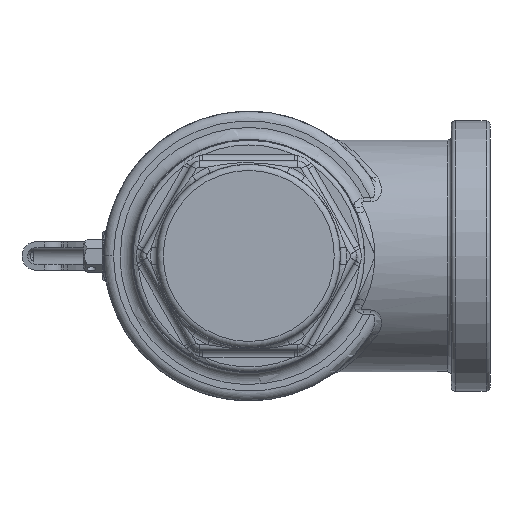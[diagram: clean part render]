
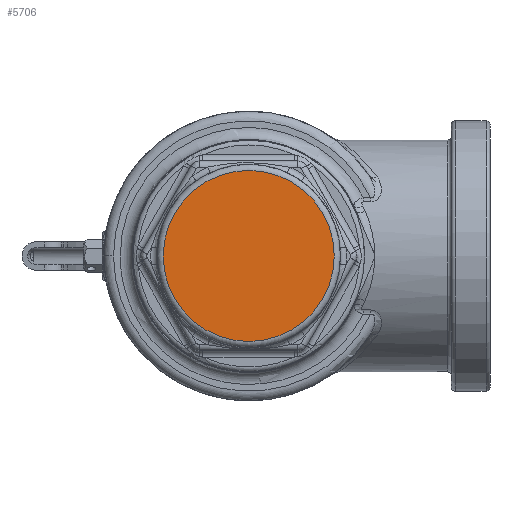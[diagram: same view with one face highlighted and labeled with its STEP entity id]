
A CAD part, front view. The second image highlights one B-rep face of the part: STEP entity #5706.
In plain terms, the highlighted planar face has unit normal (0, -1, 0).
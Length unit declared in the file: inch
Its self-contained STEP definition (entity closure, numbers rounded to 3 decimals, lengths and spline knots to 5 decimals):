
#164=PLANE('',#6106);
#1126=FACE_OUTER_BOUND('',#1478,.T.);
#1478=EDGE_LOOP('',(#3865,#3866));
#1872=CIRCLE('',#6093,1.1075);
#1876=CIRCLE('',#6097,1.1075);
#2319=VERTEX_POINT('',#8907);
#2320=VERTEX_POINT('',#8908);
#2911=EDGE_CURVE('',#2319,#2320,#1872,.T.);
#2915=EDGE_CURVE('',#2320,#2319,#1876,.T.);
#3865=ORIENTED_EDGE('',*,*,#2911,.F.);
#3866=ORIENTED_EDGE('',*,*,#2915,.F.);
#5706=ADVANCED_FACE('',(#1126),#164,.F.);
#6093=AXIS2_PLACEMENT_3D('',#8909,#6820,#6821);
#6097=AXIS2_PLACEMENT_3D('',#8915,#6828,#6829);
#6106=AXIS2_PLACEMENT_3D('',#8992,#6847,#6848);
#6820=DIRECTION('center_axis',(0.,1.,0.));
#6821=DIRECTION('ref_axis',(1.,0.,0.));
#6828=DIRECTION('center_axis',(0.,1.,0.));
#6829=DIRECTION('ref_axis',(1.,0.,0.));
#6847=DIRECTION('center_axis',(0.,1.,0.));
#6848=DIRECTION('ref_axis',(0.,0.,1.));
#8907=CARTESIAN_POINT('',(-1.1075,-4.,0.));
#8908=CARTESIAN_POINT('',(0.,-4.,1.1075));
#8909=CARTESIAN_POINT('Origin',(0.,-4.,0.));
#8915=CARTESIAN_POINT('Origin',(0.,-4.,0.));
#8992=CARTESIAN_POINT('Origin',(0.,-4.,0.));
